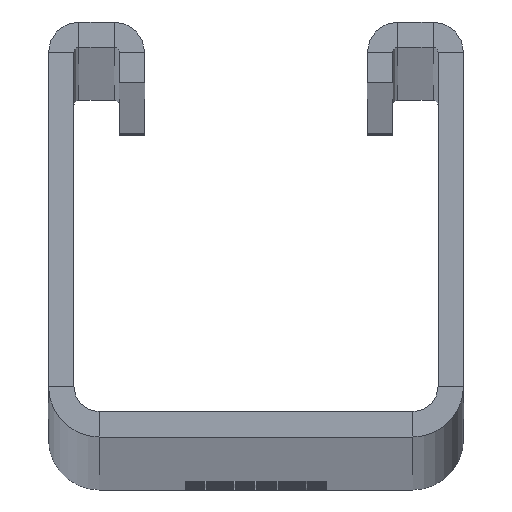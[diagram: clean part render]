
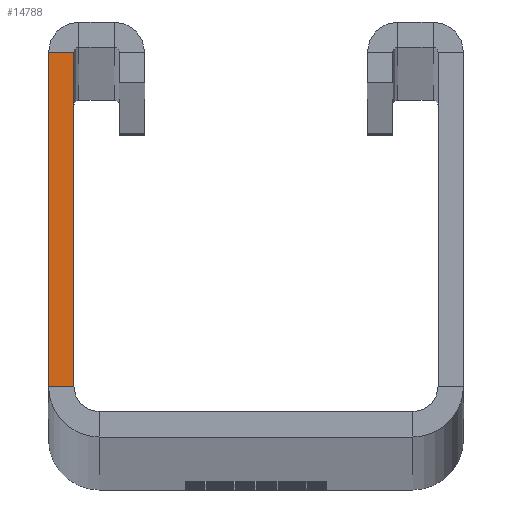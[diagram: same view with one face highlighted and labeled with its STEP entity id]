
A CAD part, top view. The second image highlights one B-rep face of the part: STEP entity #14788.
In plain terms, the highlighted planar face has unit normal (0, 0, 1).
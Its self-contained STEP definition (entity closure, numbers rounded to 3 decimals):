
#189 = EDGE_LOOP ( 'NONE', ( #7733, #796, #5219, #454 ) ) ;
#370 = VERTEX_POINT ( 'NONE', #12436 ) ;
#454 = ORIENTED_EDGE ( 'NONE', *, *, #12613, .T. ) ;
#483 = LINE ( 'NONE', #4370, #3523 ) ;
#499 = FACE_OUTER_BOUND ( 'NONE', #189, .T. ) ;
#796 = ORIENTED_EDGE ( 'NONE', *, *, #8286, .T. ) ;
#1934 = VECTOR ( 'NONE', #5180, 1000. ) ;
#2124 = LINE ( 'NONE', #14681, #11963 ) ;
#2434 = CARTESIAN_POINT ( 'NONE',  ( -18., 38., 3000. ) ) ;
#2977 = CARTESIAN_POINT ( 'NONE',  ( -18., 38., 3000. ) ) ;
#3390 = CARTESIAN_POINT ( 'NONE',  ( -18., 5., 3000. ) ) ;
#3523 = VECTOR ( 'NONE', #12118, 1000. ) ;
#4362 = VERTEX_POINT ( 'NONE', #7585 ) ;
#4370 = CARTESIAN_POINT ( 'NONE',  ( -20.5, 5., 3000. ) ) ;
#5180 = DIRECTION ( 'NONE',  ( 0., -1., 0. ) ) ;
#5219 = ORIENTED_EDGE ( 'NONE', *, *, #13950, .F. ) ;
#5902 = AXIS2_PLACEMENT_3D ( 'NONE', #11978, #10732, #15451 ) ;
#6031 = VECTOR ( 'NONE', #9560, 1000. ) ;
#6940 = PLANE ( 'NONE',  #5902 ) ;
#7266 = VERTEX_POINT ( 'NONE', #2434 ) ;
#7585 = CARTESIAN_POINT ( 'NONE',  ( -20.5, 38., 3000. ) ) ;
#7733 = ORIENTED_EDGE ( 'NONE', *, *, #8329, .T. ) ;
#7978 = LINE ( 'NONE', #15502, #1934 ) ;
#8286 = EDGE_CURVE ( 'NONE', #370, #11114, #2124, .T. ) ;
#8325 = LINE ( 'NONE', #2977, #6031 ) ;
#8329 = EDGE_CURVE ( 'NONE', #4362, #370, #483, .T. ) ;
#9548 = DIRECTION ( 'NONE',  ( 1., 0., 0. ) ) ;
#9560 = DIRECTION ( 'NONE',  ( -1., 0., 0. ) ) ;
#10732 = DIRECTION ( 'NONE',  ( 0., 0., 1. ) ) ;
#11114 = VERTEX_POINT ( 'NONE', #3390 ) ;
#11963 = VECTOR ( 'NONE', #9548, 1000. ) ;
#11978 = CARTESIAN_POINT ( 'NONE',  ( -15.5, 2.5, 3000. ) ) ;
#12118 = DIRECTION ( 'NONE',  ( 0., -1., 0. ) ) ;
#12436 = CARTESIAN_POINT ( 'NONE',  ( -20.5, 5., 3000. ) ) ;
#12613 = EDGE_CURVE ( 'NONE', #7266, #4362, #8325, .T. ) ;
#13950 = EDGE_CURVE ( 'NONE', #7266, #11114, #7978, .T. ) ;
#14681 = CARTESIAN_POINT ( 'NONE',  ( -20.5, 5., 3000. ) ) ;
#14788 = ADVANCED_FACE ( 'NONE', ( #499 ), #6940, .T. ) ;
#15451 = DIRECTION ( 'NONE',  ( 1., 0., 0. ) ) ;
#15502 = CARTESIAN_POINT ( 'NONE',  ( -18., 5., 3000. ) ) ;
